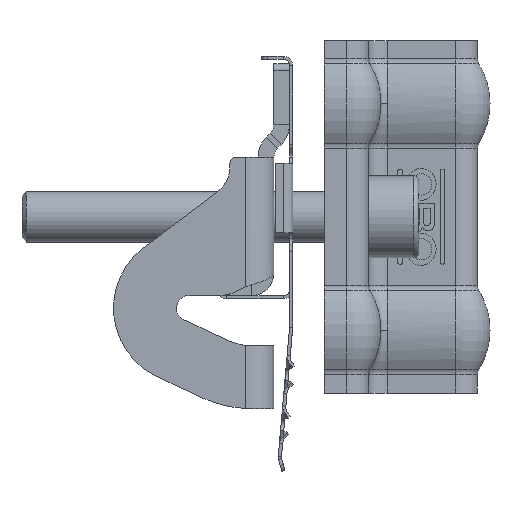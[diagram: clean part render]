
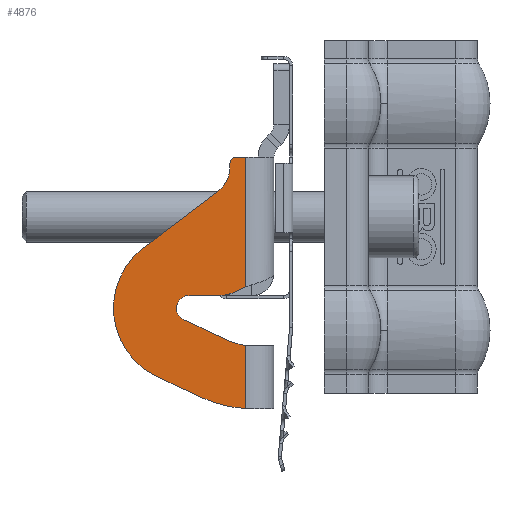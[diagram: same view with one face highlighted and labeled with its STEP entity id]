
A CAD part, left-side view. The second image highlights one B-rep face of the part: STEP entity #4876.
In plain terms, the highlighted planar face has unit normal (-1, 0, 0).
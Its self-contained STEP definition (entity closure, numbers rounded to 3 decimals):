
#39 = CARTESIAN_POINT ( 'NONE',  ( -27., 16.107, -14.846 ) ) ;
#74 = ORIENTED_EDGE ( 'NONE', *, *, #3526, .F. ) ;
#98 = VERTEX_POINT ( 'NONE', #13221 ) ;
#274 = LINE ( 'NONE', #4814, #11148 ) ;
#297 = DIRECTION ( 'NONE',  ( 1., 0., 0. ) ) ;
#367 = AXIS2_PLACEMENT_3D ( 'NONE', #1655, #6442, #476 ) ;
#476 = DIRECTION ( 'NONE',  ( 0., 0., -1. ) ) ;
#740 = VERTEX_POINT ( 'NONE', #6858 ) ;
#785 = VERTEX_POINT ( 'NONE', #9056 ) ;
#873 = VERTEX_POINT ( 'NONE', #39 ) ;
#972 = DIRECTION ( 'NONE',  ( 0., 0., 1. ) ) ;
#1156 = AXIS2_PLACEMENT_3D ( 'NONE', #6996, #13237, #11751 ) ;
#1167 = EDGE_CURVE ( 'NONE', #14167, #13775, #13244, .T. ) ;
#1214 = EDGE_CURVE ( 'NONE', #740, #14785, #14171, .T. ) ;
#1425 = DIRECTION ( 'NONE',  ( 1., 0., 0. ) ) ;
#1500 = DIRECTION ( 'NONE',  ( 0., 0., -1. ) ) ;
#1502 = EDGE_CURVE ( 'NONE', #9595, #3145, #7991, .T. ) ;
#1537 = EDGE_CURVE ( 'NONE', #11147, #785, #7042, .T. ) ;
#1655 = CARTESIAN_POINT ( 'NONE',  ( -27., 10.972, -4. ) ) ;
#2018 = AXIS2_PLACEMENT_3D ( 'NONE', #6927, #11690, #972 ) ;
#2050 = DIRECTION ( 'NONE',  ( 0., -0.797, 0.605 ) ) ;
#2074 = ORIENTED_EDGE ( 'NONE', *, *, #11721, .F. ) ;
#2140 = PLANE ( 'NONE',  #2018 ) ;
#2223 = CARTESIAN_POINT ( 'NONE',  ( -27., -2.528, 1.5 ) ) ;
#2323 = CARTESIAN_POINT ( 'NONE',  ( -27., 2., -9.918 ) ) ;
#2347 = LINE ( 'NONE', #8552, #4816 ) ;
#2367 = VERTEX_POINT ( 'NONE', #6137 ) ;
#2384 = CIRCLE ( 'NONE', #11144, 1. ) ;
#2403 = CIRCLE ( 'NONE', #1156, 5. ) ;
#2471 = DIRECTION ( 'NONE',  ( -1., 0., 0. ) ) ;
#2849 = EDGE_CURVE ( 'NONE', #13775, #4141, #2347, .T. ) ;
#3097 = DIRECTION ( 'NONE',  ( -1., 0., 0. ) ) ;
#3145 = VERTEX_POINT ( 'NONE', #13655 ) ;
#3298 = EDGE_CURVE ( 'NONE', #14167, #15182, #2384, .T. ) ;
#3392 = EDGE_CURVE ( 'NONE', #873, #10648, #6156, .T. ) ;
#3474 = CIRCLE ( 'NONE', #14252, 20. ) ;
#3500 = CARTESIAN_POINT ( 'NONE',  ( -27., 11.828, -5.808 ) ) ;
#3526 = EDGE_CURVE ( 'NONE', #4141, #98, #4334, .T. ) ;
#3633 = CARTESIAN_POINT ( 'NONE',  ( -27., 10.972, -4. ) ) ;
#4040 = CIRCLE ( 'NONE', #14019, 10. ) ;
#4141 = VERTEX_POINT ( 'NONE', #7141 ) ;
#4334 = LINE ( 'NONE', #2223, #10647 ) ;
#4642 = DIRECTION ( 'NONE',  ( 0., 0.906, -0.423 ) ) ;
#4736 = EDGE_CURVE ( 'NONE', #3145, #7294, #3474, .T. ) ;
#4801 = CARTESIAN_POINT ( 'NONE',  ( -27., -61.028, -2. ) ) ;
#4807 = VECTOR ( 'NONE', #6878, 1000. ) ;
#4814 = CARTESIAN_POINT ( 'NONE',  ( -27., 4.472, 20. ) ) ;
#4816 = VECTOR ( 'NONE', #1500, 1000. ) ;
#4863 = CIRCLE ( 'NONE', #367, 2. ) ;
#4876 = ADVANCED_FACE ( 'NONE', ( #9062 ), #2140, .F. ) ;
#5056 = DIRECTION ( 'NONE',  ( 0., 0., 1. ) ) ;
#5098 = ORIENTED_EDGE ( 'NONE', *, *, #3298, .T. ) ;
#5388 = CARTESIAN_POINT ( 'NONE',  ( -27., 6.086, 3. ) ) ;
#5445 = EDGE_CURVE ( 'NONE', #785, #740, #4863, .T. ) ;
#5466 = DIRECTION ( 'NONE',  ( 0., 0., 1. ) ) ;
#5578 = CARTESIAN_POINT ( 'NONE',  ( -27., 4.472, 16. ) ) ;
#5630 = ORIENTED_EDGE ( 'NONE', *, *, #3392, .F. ) ;
#5656 = ORIENTED_EDGE ( 'NONE', *, *, #1214, .T. ) ;
#5707 = ORIENTED_EDGE ( 'NONE', *, *, #2849, .F. ) ;
#5847 = CARTESIAN_POINT ( 'NONE',  ( -27., 6.449, 14.499 ) ) ;
#6083 = DIRECTION ( 'NONE',  ( 0., 0., -1. ) ) ;
#6137 = CARTESIAN_POINT ( 'NONE',  ( -27., 4.472, 18.482 ) ) ;
#6156 = CIRCLE ( 'NONE', #14642, 12. ) ;
#6289 = ORIENTED_EDGE ( 'NONE', *, *, #12390, .T. ) ;
#6429 = ORIENTED_EDGE ( 'NONE', *, *, #13922, .F. ) ;
#6442 = DIRECTION ( 'NONE',  ( 1., 0., 0. ) ) ;
#6446 = ORIENTED_EDGE ( 'NONE', *, *, #1502, .F. ) ;
#6525 = AXIS2_PLACEMENT_3D ( 'NONE', #5388, #3097, #5466 ) ;
#6712 = ORIENTED_EDGE ( 'NONE', *, *, #1167, .F. ) ;
#6858 = CARTESIAN_POINT ( 'NONE',  ( -27., 10.972, -2. ) ) ;
#6878 = DIRECTION ( 'NONE',  ( 0., 0., -1. ) ) ;
#6927 = CARTESIAN_POINT ( 'NONE',  ( -27., 0.725, 0. ) ) ;
#6996 = CARTESIAN_POINT ( 'NONE',  ( -27., 9.472, 18.482 ) ) ;
#7003 = CARTESIAN_POINT ( 'NONE',  ( -27., -3.528, 20. ) ) ;
#7042 = LINE ( 'NONE', #3500, #12051 ) ;
#7141 = CARTESIAN_POINT ( 'NONE',  ( -27., 2., -0.611 ) ) ;
#7235 = DIRECTION ( 'NONE',  ( 0., -1., 0. ) ) ;
#7294 = VERTEX_POINT ( 'NONE', #10312 ) ;
#7373 = CARTESIAN_POINT ( 'NONE',  ( -27., 0.725, 0. ) ) ;
#7412 = VECTOR ( 'NONE', #11083, 1000. ) ;
#7991 = LINE ( 'NONE', #10322, #4807 ) ;
#8020 = CIRCLE ( 'NONE', #6525, 5. ) ;
#8348 = DIRECTION ( 'NONE',  ( 0., 1., 0. ) ) ;
#8552 = CARTESIAN_POINT ( 'NONE',  ( -27., 2., 0. ) ) ;
#8589 = CARTESIAN_POINT ( 'NONE',  ( -27., 3.472, 19. ) ) ;
#9056 = CARTESIAN_POINT ( 'NONE',  ( -27., 11.828, -5.808 ) ) ;
#9062 = FACE_OUTER_BOUND ( 'NONE', #10411, .T. ) ;
#9182 = LINE ( 'NONE', #5578, #14257 ) ;
#9460 = VECTOR ( 'NONE', #9568, 1000. ) ;
#9568 = DIRECTION ( 'NONE',  ( 0., -1., 0. ) ) ;
#9595 = VERTEX_POINT ( 'NONE', #2323 ) ;
#10079 = EDGE_CURVE ( 'NONE', #2367, #15182, #274, .T. ) ;
#10092 = CARTESIAN_POINT ( 'NONE',  ( -27., 4.472, 19. ) ) ;
#10094 = ORIENTED_EDGE ( 'NONE', *, *, #12063, .T. ) ;
#10312 = CARTESIAN_POINT ( 'NONE',  ( -27., 9.282, -18.077 ) ) ;
#10322 = CARTESIAN_POINT ( 'NONE',  ( -27., 2., 0. ) ) ;
#10411 = EDGE_LOOP ( 'NONE', ( #6712, #5098, #13386, #15333, #2074, #5630, #6429, #15458, #6446, #10094, #12468, #14282, #5656, #6289, #74, #5707 ) ) ;
#10470 = CARTESIAN_POINT ( 'NONE',  ( -27., 2., 20. ) ) ;
#10647 = VECTOR ( 'NONE', #4642, 1000. ) ;
#10648 = VERTEX_POINT ( 'NONE', #11570 ) ;
#10930 = CARTESIAN_POINT ( 'NONE',  ( -27., 16.107, -14.846 ) ) ;
#11083 = DIRECTION ( 'NONE',  ( 0., 0.904, 0.428 ) ) ;
#11144 = AXIS2_PLACEMENT_3D ( 'NONE', #8589, #2471, #8348 ) ;
#11147 = VERTEX_POINT ( 'NONE', #12192 ) ;
#11148 = VECTOR ( 'NONE', #5056, 1000. ) ;
#11353 = CARTESIAN_POINT ( 'NONE',  ( -27., 6.086, -2. ) ) ;
#11562 = DIRECTION ( 'NONE',  ( 0., 0.904, 0.428 ) ) ;
#11570 = CARTESIAN_POINT ( 'NONE',  ( -27., 18.228, 5.558 ) ) ;
#11690 = DIRECTION ( 'NONE',  ( 1., 0., 0. ) ) ;
#11721 = EDGE_CURVE ( 'NONE', #10648, #13769, #9182, .T. ) ;
#11751 = DIRECTION ( 'NONE',  ( 0., 0., 1. ) ) ;
#11927 = CARTESIAN_POINT ( 'NONE',  ( -27., 3.472, 20. ) ) ;
#12012 = DIRECTION ( 'NONE',  ( 1., 0., 0. ) ) ;
#12051 = VECTOR ( 'NONE', #11562, 1000. ) ;
#12063 = EDGE_CURVE ( 'NONE', #9595, #11147, #4040, .T. ) ;
#12131 = DIRECTION ( 'NONE',  ( 0., 0., 1. ) ) ;
#12192 = CARTESIAN_POINT ( 'NONE',  ( -27., 5.004, -9.038 ) ) ;
#12390 = EDGE_CURVE ( 'NONE', #14785, #98, #8020, .T. ) ;
#12468 = ORIENTED_EDGE ( 'NONE', *, *, #1537, .T. ) ;
#13221 = CARTESIAN_POINT ( 'NONE',  ( -27., 3.973, -1.532 ) ) ;
#13237 = DIRECTION ( 'NONE',  ( 1., 0., 0. ) ) ;
#13244 = LINE ( 'NONE', #7003, #15195 ) ;
#13357 = DIRECTION ( 'NONE',  ( 0., 0., 1. ) ) ;
#13386 = ORIENTED_EDGE ( 'NONE', *, *, #10079, .F. ) ;
#13655 = CARTESIAN_POINT ( 'NONE',  ( -27., 2., -19.959 ) ) ;
#13769 = VERTEX_POINT ( 'NONE', #5847 ) ;
#13775 = VERTEX_POINT ( 'NONE', #10470 ) ;
#13922 = EDGE_CURVE ( 'NONE', #7294, #873, #14443, .T. ) ;
#14019 = AXIS2_PLACEMENT_3D ( 'NONE', #7373, #1425, #12131 ) ;
#14167 = VERTEX_POINT ( 'NONE', #11927 ) ;
#14171 = LINE ( 'NONE', #4801, #9460 ) ;
#14252 = AXIS2_PLACEMENT_3D ( 'NONE', #14769, #297, #13357 ) ;
#14257 = VECTOR ( 'NONE', #2050, 1000. ) ;
#14282 = ORIENTED_EDGE ( 'NONE', *, *, #5445, .T. ) ;
#14443 = LINE ( 'NONE', #10930, #7412 ) ;
#14561 = EDGE_CURVE ( 'NONE', #2367, #13769, #2403, .T. ) ;
#14642 = AXIS2_PLACEMENT_3D ( 'NONE', #3633, #12012, #6083 ) ;
#14769 = CARTESIAN_POINT ( 'NONE',  ( -27., 0.725, 0. ) ) ;
#14785 = VERTEX_POINT ( 'NONE', #11353 ) ;
#15182 = VERTEX_POINT ( 'NONE', #10092 ) ;
#15195 = VECTOR ( 'NONE', #7235, 1000. ) ;
#15333 = ORIENTED_EDGE ( 'NONE', *, *, #14561, .T. ) ;
#15458 = ORIENTED_EDGE ( 'NONE', *, *, #4736, .F. ) ;
